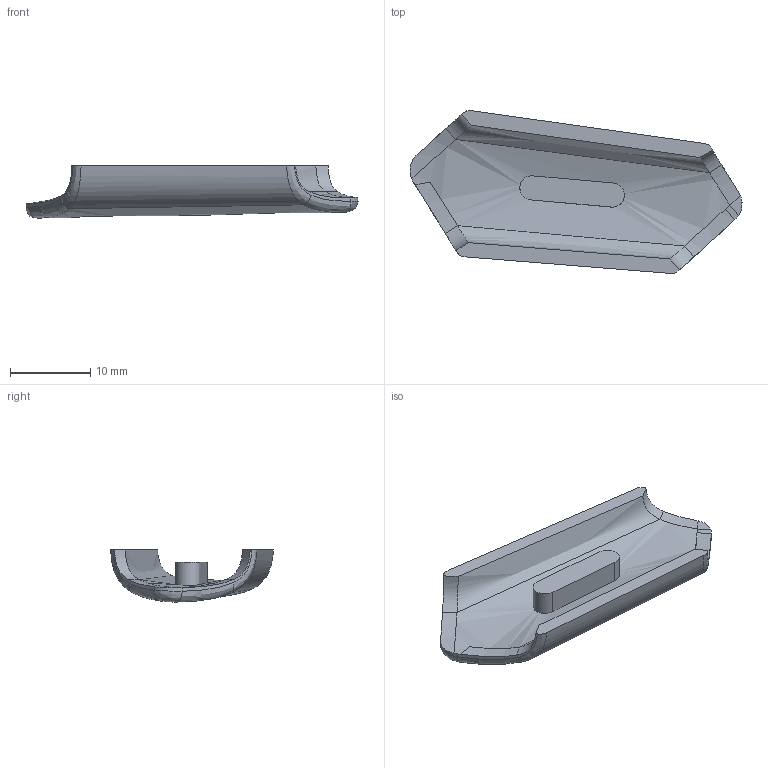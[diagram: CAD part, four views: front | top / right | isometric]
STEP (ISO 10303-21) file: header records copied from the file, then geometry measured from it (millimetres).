
FILE_DESCRIPTION(/* description */ (''),/* implementation_level */ '2;1');
FILE_NAME(/* name */ 'middlecover v8.stp',/* time_stamp */ '2022-06-18T23:08:45+02:00',/* author */ (''),/* organization */ (''),/* preprocessor_version */ 'ST-DEVELOPER v19',/* originating_system */ 'Autodesk Translation Framework v11.7.0.108',/* authorisation */ '');
FILE_SCHEMA (('AUTOMOTIVE_DESIGN { 1 0 10303 214 3 1 1 }'));
Length unit declared in the file: millimetre
Products named in the file (1): middle_cover
Bounding box: 41.32 x 20.28 x 6.48 mm (x, y, z)
Volume: 1424.3 mm3; surface area: 1737.6 mm2
Topology: 1 solids, 1 shells, 40 faces, 103 edges, 66 vertices
Faces by surface type: bspline 27, plane 9, cylinder 4
Entity records: 3826 total; most frequent: CARTESIAN_POINT 3055, ORIENTED_EDGE 206, EDGE_CURVE 103, B_SPLINE_CURVE_WITH_KNOTS 77, VERTEX_POINT 66, DIRECTION 56, EDGE_LOOP 41, FACE_OUTER_BOUND 39
